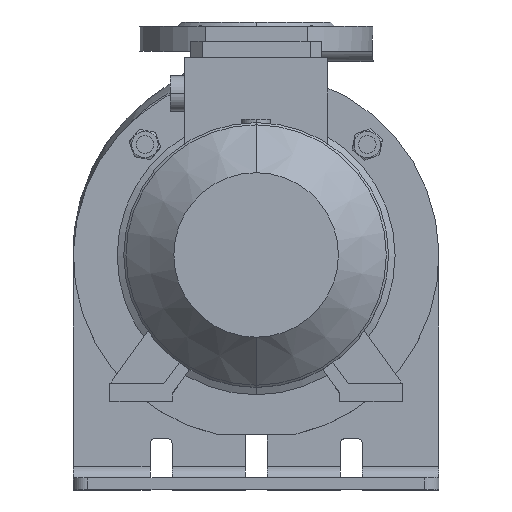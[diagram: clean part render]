
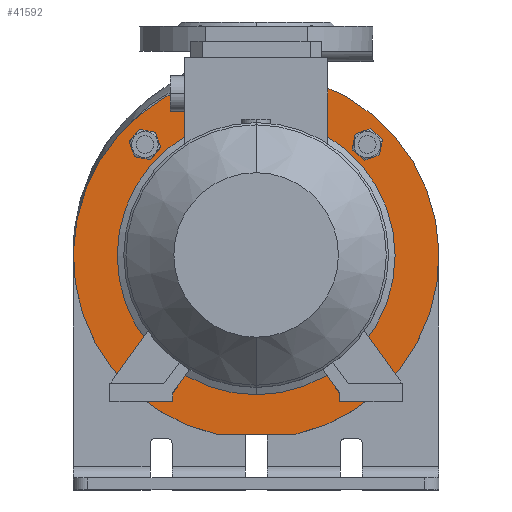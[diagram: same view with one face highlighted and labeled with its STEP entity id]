
A CAD part, top view. The second image highlights one B-rep face of the part: STEP entity #41592.
In plain terms, the highlighted planar face has unit normal (0, 0, 1).
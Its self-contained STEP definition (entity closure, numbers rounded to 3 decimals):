
#201 = DIRECTION ( 'NONE',  ( 0., -1., 0. ) ) ;
#656 = FACE_BOUND ( 'NONE', #44626, .T. ) ;
#731 = VERTEX_POINT ( 'NONE', #35020 ) ;
#910 = EDGE_CURVE ( 'NONE', #8810, #22155, #5352, .T. ) ;
#1047 = ORIENTED_EDGE ( 'NONE', *, *, #6489, .T. ) ;
#1601 = AXIS2_PLACEMENT_3D ( 'NONE', #26366, #36125, #31409 ) ;
#2125 = AXIS2_PLACEMENT_3D ( 'NONE', #36499, #28016, #2794 ) ;
#2317 = VERTEX_POINT ( 'NONE', #11683 ) ;
#2388 = EDGE_CURVE ( 'NONE', #15462, #2317, #17180, .T. ) ;
#2560 = EDGE_CURVE ( 'NONE', #2317, #15462, #30600, .T. ) ;
#2794 = DIRECTION ( 'NONE',  ( 0., -1., 0. ) ) ;
#2828 = AXIS2_PLACEMENT_3D ( 'NONE', #41427, #11269, #15590 ) ;
#3996 = CARTESIAN_POINT ( 'NONE',  ( 74.447, 67.126, 173. ) ) ;
#4913 = DIRECTION ( 'NONE',  ( 0., -1., 0. ) ) ;
#5323 = CARTESIAN_POINT ( 'NONE',  ( 76.014, 76.014, 173. ) ) ;
#5352 = CIRCLE ( 'NONE', #30915, 9.025 ) ;
#5868 = CIRCLE ( 'NONE', #38126, 9.025 ) ;
#6489 = EDGE_CURVE ( 'NONE', #36633, #29118, #30306, .T. ) ;
#6840 = AXIS2_PLACEMENT_3D ( 'NONE', #5323, #9416, #13750 ) ;
#7321 = ORIENTED_EDGE ( 'NONE', *, *, #30979, .F. ) ;
#7617 = DIRECTION ( 'NONE',  ( 0., 1., 0. ) ) ;
#7806 = EDGE_CURVE ( 'NONE', #731, #53415, #32288, .T. ) ;
#8594 = EDGE_LOOP ( 'NONE', ( #43150, #7321, #53124 ) ) ;
#8810 = VERTEX_POINT ( 'NONE', #12548 ) ;
#9416 = DIRECTION ( 'NONE',  ( 0., 0., -1. ) ) ;
#9834 = AXIS2_PLACEMENT_3D ( 'NONE', #38606, #38788, #4913 ) ;
#10579 = EDGE_CURVE ( 'NONE', #45236, #26412, #51181, .T. ) ;
#10715 = FACE_BOUND ( 'NONE', #55066, .T. ) ;
#10828 = VERTEX_POINT ( 'NONE', #38966 ) ;
#11269 = DIRECTION ( 'NONE',  ( 0., 0., -1. ) ) ;
#11340 = CARTESIAN_POINT ( 'NONE',  ( 27.221, -122., 173. ) ) ;
#11683 = CARTESIAN_POINT ( 'NONE',  ( 77.581, 84.902, 173. ) ) ;
#11741 = CARTESIAN_POINT ( 'NONE',  ( 0., 0., 173. ) ) ;
#12548 = CARTESIAN_POINT ( 'NONE',  ( 67.126, -74.447, 173. ) ) ;
#12969 = DIRECTION ( 'NONE',  ( 0., -1., 0. ) ) ;
#13050 = DIRECTION ( 'NONE',  ( 0., 1., 0. ) ) ;
#13271 = CIRCLE ( 'NONE', #2125, 9.025 ) ;
#13750 = DIRECTION ( 'NONE',  ( 0., -1., 0. ) ) ;
#14378 = PLANE ( 'NONE',  #55129 ) ;
#15089 = DIRECTION ( 'NONE',  ( 0., 0., 1. ) ) ;
#15462 = VERTEX_POINT ( 'NONE', #3996 ) ;
#15590 = DIRECTION ( 'NONE',  ( 0., 1., 0. ) ) ;
#15639 = CIRCLE ( 'NONE', #24387, 125. ) ;
#15722 = ORIENTED_EDGE ( 'NONE', *, *, #27243, .T. ) ;
#15760 = CIRCLE ( 'NONE', #2828, 95. ) ;
#17180 = CIRCLE ( 'NONE', #28110, 9.025 ) ;
#17190 = DIRECTION ( 'NONE',  ( 0., 0., -1. ) ) ;
#17203 = EDGE_CURVE ( 'NONE', #731, #35041, #15639, .T. ) ;
#17662 = DIRECTION ( 'NONE',  ( 0., 0., 1. ) ) ;
#17828 = AXIS2_PLACEMENT_3D ( 'NONE', #50709, #25658, #42833 ) ;
#18315 = ORIENTED_EDGE ( 'NONE', *, *, #33195, .F. ) ;
#18896 = DIRECTION ( 'NONE',  ( 1., 0., 0. ) ) ;
#20123 = FACE_BOUND ( 'NONE', #49935, .T. ) ;
#20144 = EDGE_CURVE ( 'NONE', #30816, #10828, #25058, .T. ) ;
#20683 = CARTESIAN_POINT ( 'NONE',  ( 0., 0., 173. ) ) ;
#21503 = FACE_OUTER_BOUND ( 'NONE', #8594, .T. ) ;
#22155 = VERTEX_POINT ( 'NONE', #46081 ) ;
#23873 = CARTESIAN_POINT ( 'NONE',  ( 76.014, -76.014, 173. ) ) ;
#24387 = AXIS2_PLACEMENT_3D ( 'NONE', #20683, #33509, #50813 ) ;
#24469 = ORIENTED_EDGE ( 'NONE', *, *, #20144, .T. ) ;
#25058 = CIRCLE ( 'NONE', #9834, 9.025 ) ;
#25273 = CARTESIAN_POINT ( 'NONE',  ( -84.902, 77.581, 173. ) ) ;
#25658 = DIRECTION ( 'NONE',  ( 0., 0., 1. ) ) ;
#26366 = CARTESIAN_POINT ( 'NONE',  ( 76.014, -76.014, 173. ) ) ;
#26412 = VERTEX_POINT ( 'NONE', #36067 ) ;
#26447 = CARTESIAN_POINT ( 'NONE',  ( -125., -122., 173. ) ) ;
#27138 = CIRCLE ( 'NONE', #30276, 125. ) ;
#27243 = EDGE_CURVE ( 'NONE', #29118, #36633, #15760, .T. ) ;
#27770 = CIRCLE ( 'NONE', #1601, 9.025 ) ;
#28016 = DIRECTION ( 'NONE',  ( 0., 0., -1. ) ) ;
#28110 = AXIS2_PLACEMENT_3D ( 'NONE', #38453, #47253, #201 ) ;
#28384 = DIRECTION ( 'NONE',  ( 0., -1., 0. ) ) ;
#28892 = FACE_BOUND ( 'NONE', #50252, .T. ) ;
#29118 = VERTEX_POINT ( 'NONE', #51108 ) ;
#29133 = CARTESIAN_POINT ( 'NONE',  ( 0., -95., 173. ) ) ;
#29485 = EDGE_LOOP ( 'NONE', ( #18315, #40359 ) ) ;
#30276 = AXIS2_PLACEMENT_3D ( 'NONE', #38682, #17190, #13050 ) ;
#30306 = CIRCLE ( 'NONE', #42484, 95. ) ;
#30600 = CIRCLE ( 'NONE', #6840, 9.025 ) ;
#30816 = VERTEX_POINT ( 'NONE', #33586 ) ;
#30915 = AXIS2_PLACEMENT_3D ( 'NONE', #23873, #49482, #28384 ) ;
#30979 = EDGE_CURVE ( 'NONE', #35041, #53415, #27138, .T. ) ;
#31409 = DIRECTION ( 'NONE',  ( 0., -1., 0. ) ) ;
#31493 = EDGE_CURVE ( 'NONE', #22155, #8810, #27770, .T. ) ;
#32288 = LINE ( 'NONE', #26447, #50568 ) ;
#33195 = EDGE_CURVE ( 'NONE', #26412, #45236, #5868, .T. ) ;
#33295 = ORIENTED_EDGE ( 'NONE', *, *, #2560, .T. ) ;
#33509 = DIRECTION ( 'NONE',  ( 0., 0., -1. ) ) ;
#33586 = CARTESIAN_POINT ( 'NONE',  ( -74.447, -67.126, 173. ) ) ;
#35020 = CARTESIAN_POINT ( 'NONE',  ( -27.221, -122., 173. ) ) ;
#35041 = VERTEX_POINT ( 'NONE', #46620 ) ;
#35592 = ORIENTED_EDGE ( 'NONE', *, *, #52672, .T. ) ;
#36067 = CARTESIAN_POINT ( 'NONE',  ( -67.126, 74.447, 173. ) ) ;
#36125 = DIRECTION ( 'NONE',  ( 0., 0., -1. ) ) ;
#36499 = CARTESIAN_POINT ( 'NONE',  ( -76.014, -76.014, 173. ) ) ;
#36633 = VERTEX_POINT ( 'NONE', #29133 ) ;
#38126 = AXIS2_PLACEMENT_3D ( 'NONE', #43876, #17662, #12969 ) ;
#38453 = CARTESIAN_POINT ( 'NONE',  ( 76.014, 76.014, 173. ) ) ;
#38606 = CARTESIAN_POINT ( 'NONE',  ( -76.014, -76.014, 173. ) ) ;
#38682 = CARTESIAN_POINT ( 'NONE',  ( 0., 0., 173. ) ) ;
#38788 = DIRECTION ( 'NONE',  ( 0., 0., -1. ) ) ;
#38966 = CARTESIAN_POINT ( 'NONE',  ( -77.581, -84.902, 173. ) ) ;
#40359 = ORIENTED_EDGE ( 'NONE', *, *, #10579, .F. ) ;
#41427 = CARTESIAN_POINT ( 'NONE',  ( 0., 0., 173. ) ) ;
#41592 = ADVANCED_FACE ( 'NONE', ( #20123, #656, #10715, #54483, #21503, #28892 ), #14378, .T. ) ;
#42484 = AXIS2_PLACEMENT_3D ( 'NONE', #11741, #50717, #7617 ) ;
#42833 = DIRECTION ( 'NONE',  ( 0., -1., 0. ) ) ;
#43150 = ORIENTED_EDGE ( 'NONE', *, *, #7806, .T. ) ;
#43876 = CARTESIAN_POINT ( 'NONE',  ( -76.014, 76.014, 173. ) ) ;
#44626 = EDGE_LOOP ( 'NONE', ( #45770, #51689 ) ) ;
#45236 = VERTEX_POINT ( 'NONE', #25273 ) ;
#45770 = ORIENTED_EDGE ( 'NONE', *, *, #910, .T. ) ;
#46081 = CARTESIAN_POINT ( 'NONE',  ( 84.902, -77.581, 173. ) ) ;
#46620 = CARTESIAN_POINT ( 'NONE',  ( 0., 125., 173. ) ) ;
#47253 = DIRECTION ( 'NONE',  ( 0., 0., -1. ) ) ;
#49383 = DIRECTION ( 'NONE',  ( 0., -1., 0. ) ) ;
#49482 = DIRECTION ( 'NONE',  ( 0., 0., -1. ) ) ;
#49935 = EDGE_LOOP ( 'NONE', ( #50680, #33295 ) ) ;
#50252 = EDGE_LOOP ( 'NONE', ( #15722, #1047 ) ) ;
#50568 = VECTOR ( 'NONE', #18896, 1000. ) ;
#50680 = ORIENTED_EDGE ( 'NONE', *, *, #2388, .T. ) ;
#50709 = CARTESIAN_POINT ( 'NONE',  ( -76.014, 76.014, 173. ) ) ;
#50717 = DIRECTION ( 'NONE',  ( 0., 0., -1. ) ) ;
#50813 = DIRECTION ( 'NONE',  ( 0., 1., 0. ) ) ;
#51108 = CARTESIAN_POINT ( 'NONE',  ( 0., 95., 173. ) ) ;
#51181 = CIRCLE ( 'NONE', #17828, 9.025 ) ;
#51689 = ORIENTED_EDGE ( 'NONE', *, *, #31493, .T. ) ;
#52672 = EDGE_CURVE ( 'NONE', #10828, #30816, #13271, .T. ) ;
#53124 = ORIENTED_EDGE ( 'NONE', *, *, #17203, .F. ) ;
#53415 = VERTEX_POINT ( 'NONE', #11340 ) ;
#53527 = CARTESIAN_POINT ( 'NONE',  ( 0., 125., 173. ) ) ;
#54483 = FACE_BOUND ( 'NONE', #29485, .T. ) ;
#55066 = EDGE_LOOP ( 'NONE', ( #24469, #35592 ) ) ;
#55129 = AXIS2_PLACEMENT_3D ( 'NONE', #53527, #15089, #49383 ) ;
